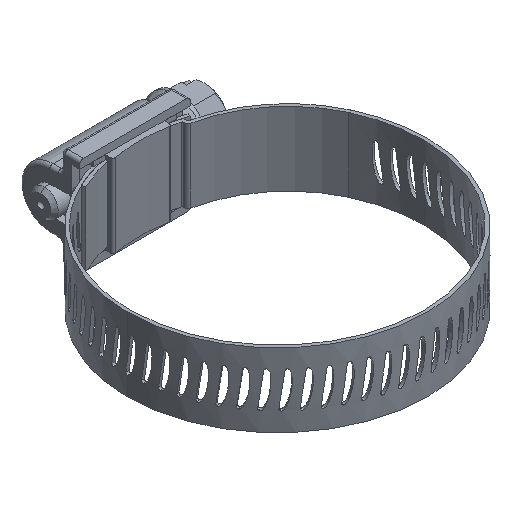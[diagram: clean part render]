
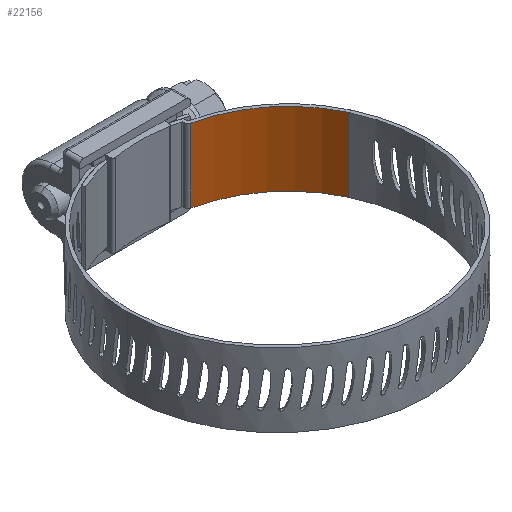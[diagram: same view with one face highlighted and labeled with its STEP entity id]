
A CAD part, isometric view. The second image highlights one B-rep face of the part: STEP entity #22156.
In plain terms, the highlighted cylindrical face has radius 21.497 mm (diameter 42.994 mm), a partial arc.
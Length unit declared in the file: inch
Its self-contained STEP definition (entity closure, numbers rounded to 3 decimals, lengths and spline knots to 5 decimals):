
#485 = DIRECTION ( 'NONE',  ( 0., 0., -1. ) ) ;
#596 = VERTEX_POINT ( 'NONE', #19384 ) ;
#1374 = DIRECTION ( 'NONE',  ( 0., 0., -1. ) ) ;
#3508 = ORIENTED_EDGE ( 'NONE', *, *, #25088, .T. ) ;
#3797 = ORIENTED_EDGE ( 'NONE', *, *, #10393, .F. ) ;
#3881 = FACE_OUTER_BOUND ( 'NONE', #9148, .T. ) ;
#4388 = CIRCLE ( 'NONE', #8414, 0.84634 ) ;
#6635 = EDGE_CURVE ( 'NONE', #596, #17656, #10700, .T. ) ;
#7232 = CARTESIAN_POINT ( 'NONE',  ( 0.30597, 0.8947, 0.25 ) ) ;
#8414 = AXIS2_PLACEMENT_3D ( 'NONE', #9509, #23391, #11462 ) ;
#9003 = DIRECTION ( 'NONE',  ( 0., 0., -1. ) ) ;
#9148 = EDGE_LOOP ( 'NONE', ( #3797, #17670, #3508, #16891 ) ) ;
#9509 = CARTESIAN_POINT ( 'NONE',  ( 0.13927, 0.06494, 0.25 ) ) ;
#9520 = VERTEX_POINT ( 'NONE', #9742 ) ;
#9742 = CARTESIAN_POINT ( 'NONE',  ( 0.90631, 0.42262, 0.25 ) ) ;
#10393 = EDGE_CURVE ( 'NONE', #596, #9520, #4388, .T. ) ;
#10700 = LINE ( 'NONE', #7232, #20626 ) ;
#11462 = DIRECTION ( 'NONE',  ( 1., 0., 0. ) ) ;
#12493 = CARTESIAN_POINT ( 'NONE',  ( 0.13927, 0.06494, -0.25 ) ) ;
#12861 = CARTESIAN_POINT ( 'NONE',  ( 0.13927, 0.06494, 0.25 ) ) ;
#13764 = CARTESIAN_POINT ( 'NONE',  ( 0.30597, 0.8947, -0.25 ) ) ;
#13885 = VECTOR ( 'NONE', #1374, 39.37008 ) ;
#14504 = DIRECTION ( 'NONE',  ( 1., 0., 0. ) ) ;
#15177 = DIRECTION ( 'NONE',  ( 0., 0., -1. ) ) ;
#16891 = ORIENTED_EDGE ( 'NONE', *, *, #18937, .F. ) ;
#16983 = CARTESIAN_POINT ( 'NONE',  ( 0.90631, 0.42262, -0.25 ) ) ;
#17656 = VERTEX_POINT ( 'NONE', #13764 ) ;
#17670 = ORIENTED_EDGE ( 'NONE', *, *, #6635, .T. ) ;
#17924 = AXIS2_PLACEMENT_3D ( 'NONE', #12861, #9003, #20865 ) ;
#18937 = EDGE_CURVE ( 'NONE', #9520, #20378, #24490, .T. ) ;
#18943 = AXIS2_PLACEMENT_3D ( 'NONE', #12493, #485, #14504 ) ;
#19086 = CYLINDRICAL_SURFACE ( 'NONE', #17924, 0.84634 ) ;
#19384 = CARTESIAN_POINT ( 'NONE',  ( 0.30597, 0.8947, 0.25 ) ) ;
#20378 = VERTEX_POINT ( 'NONE', #16983 ) ;
#20626 = VECTOR ( 'NONE', #15177, 39.37008 ) ;
#20865 = DIRECTION ( 'NONE',  ( -1., 0., 0. ) ) ;
#22156 = ADVANCED_FACE ( 'NONE', ( #3881 ), #19086, .F. ) ;
#22535 = CIRCLE ( 'NONE', #18943, 0.84634 ) ;
#23391 = DIRECTION ( 'NONE',  ( 0., 0., -1. ) ) ;
#24490 = LINE ( 'NONE', #25203, #13885 ) ;
#25088 = EDGE_CURVE ( 'NONE', #17656, #20378, #22535, .T. ) ;
#25203 = CARTESIAN_POINT ( 'NONE',  ( 0.90631, 0.42262, 0.25 ) ) ;
